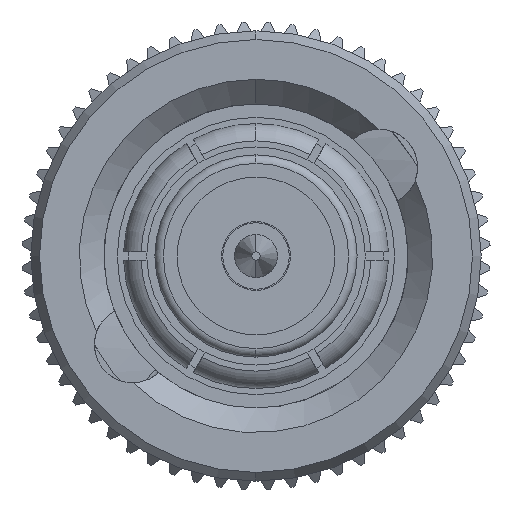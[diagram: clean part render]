
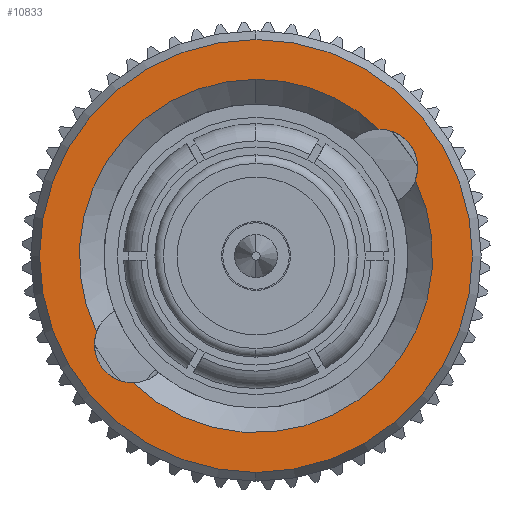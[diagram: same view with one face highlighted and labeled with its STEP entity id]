
A CAD part, left-side view. The second image highlights one B-rep face of the part: STEP entity #10833.
In plain terms, the highlighted planar face has unit normal (-1, 0, 0).
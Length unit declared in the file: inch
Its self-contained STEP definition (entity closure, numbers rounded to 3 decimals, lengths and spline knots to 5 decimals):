
#47 = ORIENTED_EDGE ( 'NONE', *, *, #12121, .T. ) ;
#150 = DIRECTION ( 'NONE',  ( 1., 0., 0. ) ) ;
#230 = DIRECTION ( 'NONE',  ( 0., 0., -1. ) ) ;
#378 = CIRCLE ( 'NONE', #12832, 0.21494 ) ;
#477 = CARTESIAN_POINT ( 'NONE',  ( 0.047, 0., 0.21494 ) ) ;
#551 = CARTESIAN_POINT ( 'NONE',  ( 0.047, 0., 0. ) ) ;
#956 = CARTESIAN_POINT ( 'NONE',  ( 0.047, 0., 0. ) ) ;
#989 = DIRECTION ( 'NONE',  ( 1., 0., 0. ) ) ;
#1145 = CARTESIAN_POINT ( 'NONE',  ( 0.047, 0.15021, -0.10789 ) ) ;
#1260 = EDGE_CURVE ( 'NONE', #12440, #9823, #15190, .T. ) ;
#1333 = AXIS2_PLACEMENT_3D ( 'NONE', #1145, #989, #5899 ) ;
#1702 = VERTEX_POINT ( 'NONE', #477 ) ;
#1805 = CARTESIAN_POINT ( 'NONE',  ( 0.047, 0.15021, -0.10789 ) ) ;
#1915 = AXIS2_PLACEMENT_3D ( 'NONE', #2545, #7298, #12062 ) ;
#2243 = ORIENTED_EDGE ( 'NONE', *, *, #6963, .F. ) ;
#2274 = DIRECTION ( 'NONE',  ( 1., 0., 0. ) ) ;
#2309 = DIRECTION ( 'NONE',  ( 1., 0., 0. ) ) ;
#2460 = DIRECTION ( 'NONE',  ( 0., 0., 1. ) ) ;
#2509 = ORIENTED_EDGE ( 'NONE', *, *, #12868, .T. ) ;
#2545 = CARTESIAN_POINT ( 'NONE',  ( 0.047, 0., -0.26339 ) ) ;
#2829 = CIRCLE ( 'NONE', #1333, 0.04645 ) ;
#2938 = CARTESIAN_POINT ( 'NONE',  ( 0.047, -0.19403, 0.09247 ) ) ;
#3337 = EDGE_CURVE ( 'NONE', #11549, #4739, #13744, .T. ) ;
#4219 = EDGE_CURVE ( 'NONE', #4891, #11549, #2829, .T. ) ;
#4332 = CIRCLE ( 'NONE', #13280, 0.21494 ) ;
#4361 = AXIS2_PLACEMENT_3D ( 'NONE', #956, #2274, #11640 ) ;
#4457 = DIRECTION ( 'NONE',  ( 1., 0., 0. ) ) ;
#4739 = VERTEX_POINT ( 'NONE', #7434 ) ;
#4891 = VERTEX_POINT ( 'NONE', #5460 ) ;
#4894 = FACE_OUTER_BOUND ( 'NONE', #10740, .T. ) ;
#5012 = AXIS2_PLACEMENT_3D ( 'NONE', #7371, #5324, #10077 ) ;
#5324 = DIRECTION ( 'NONE',  ( 1., 0., 0. ) ) ;
#5342 = CIRCLE ( 'NONE', #13012, 0.21494 ) ;
#5460 = CARTESIAN_POINT ( 'NONE',  ( 0.047, 0.14961, -0.15433 ) ) ;
#5756 = ORIENTED_EDGE ( 'NONE', *, *, #3337, .T. ) ;
#5899 = DIRECTION ( 'NONE',  ( 0., 0., -1. ) ) ;
#6000 = CARTESIAN_POINT ( 'NONE',  ( 0.047, 0., 0. ) ) ;
#6393 = CIRCLE ( 'NONE', #15077, 0.26339 ) ;
#6514 = EDGE_CURVE ( 'NONE', #9823, #4891, #378, .T. ) ;
#6655 = VERTEX_POINT ( 'NONE', #10366 ) ;
#6963 = EDGE_CURVE ( 'NONE', #6655, #7463, #14541, .T. ) ;
#7298 = DIRECTION ( 'NONE',  ( 1., 0., 0. ) ) ;
#7371 = CARTESIAN_POINT ( 'NONE',  ( 0.047, -0.15021, 0.10789 ) ) ;
#7434 = CARTESIAN_POINT ( 'NONE',  ( 0.047, 0.19403, -0.09247 ) ) ;
#7463 = VERTEX_POINT ( 'NONE', #13724 ) ;
#7790 = DIRECTION ( 'NONE',  ( 1., 0., 0. ) ) ;
#8043 = DIRECTION ( 'NONE',  ( 0., 0., -1. ) ) ;
#8462 = CARTESIAN_POINT ( 'NONE',  ( 0.047, 0., 0. ) ) ;
#8473 = PLANE ( 'NONE',  #1915 ) ;
#9029 = DIRECTION ( 'NONE',  ( 0., 0., 1. ) ) ;
#9126 = ORIENTED_EDGE ( 'NONE', *, *, #1260, .T. ) ;
#9823 = VERTEX_POINT ( 'NONE', #2938 ) ;
#10063 = DIRECTION ( 'NONE',  ( 1., 0., 0. ) ) ;
#10077 = DIRECTION ( 'NONE',  ( 0., 0., -1. ) ) ;
#10366 = CARTESIAN_POINT ( 'NONE',  ( 0.047, 0., 0.26339 ) ) ;
#10441 = EDGE_CURVE ( 'NONE', #7463, #6655, #6393, .T. ) ;
#10508 = ORIENTED_EDGE ( 'NONE', *, *, #6514, .T. ) ;
#10740 = EDGE_LOOP ( 'NONE', ( #14101, #2243 ) ) ;
#10833 = ADVANCED_FACE ( 'NONE', ( #14307, #4894 ), #8473, .F. ) ;
#11549 = VERTEX_POINT ( 'NONE', #11955 ) ;
#11640 = DIRECTION ( 'NONE',  ( 0., 0., -1. ) ) ;
#11787 = CARTESIAN_POINT ( 'NONE',  ( 0.047, -0.14961, 0.15433 ) ) ;
#11955 = CARTESIAN_POINT ( 'NONE',  ( 0.047, 0.15021, -0.15434 ) ) ;
#12062 = DIRECTION ( 'NONE',  ( 0., 0., -1. ) ) ;
#12121 = EDGE_CURVE ( 'NONE', #1702, #12440, #4332, .T. ) ;
#12440 = VERTEX_POINT ( 'NONE', #11787 ) ;
#12832 = AXIS2_PLACEMENT_3D ( 'NONE', #551, #10063, #14798 ) ;
#12868 = EDGE_CURVE ( 'NONE', #4739, #1702, #5342, .T. ) ;
#13012 = AXIS2_PLACEMENT_3D ( 'NONE', #8462, #2309, #2460 ) ;
#13280 = AXIS2_PLACEMENT_3D ( 'NONE', #13696, #7790, #9029 ) ;
#13498 = AXIS2_PLACEMENT_3D ( 'NONE', #1805, #4457, #8043 ) ;
#13543 = EDGE_LOOP ( 'NONE', ( #2509, #47, #9126, #10508, #13571, #5756 ) ) ;
#13571 = ORIENTED_EDGE ( 'NONE', *, *, #4219, .T. ) ;
#13696 = CARTESIAN_POINT ( 'NONE',  ( 0.047, 0., 0. ) ) ;
#13724 = CARTESIAN_POINT ( 'NONE',  ( 0.047, 0., -0.26339 ) ) ;
#13744 = CIRCLE ( 'NONE', #13498, 0.04645 ) ;
#14101 = ORIENTED_EDGE ( 'NONE', *, *, #10441, .F. ) ;
#14307 = FACE_BOUND ( 'NONE', #13543, .T. ) ;
#14541 = CIRCLE ( 'NONE', #4361, 0.26339 ) ;
#14798 = DIRECTION ( 'NONE',  ( 0., 0., 1. ) ) ;
#15077 = AXIS2_PLACEMENT_3D ( 'NONE', #6000, #150, #230 ) ;
#15190 = CIRCLE ( 'NONE', #5012, 0.04645 ) ;
